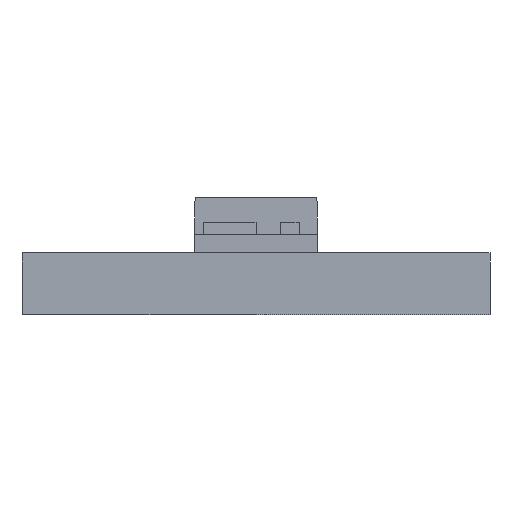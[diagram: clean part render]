
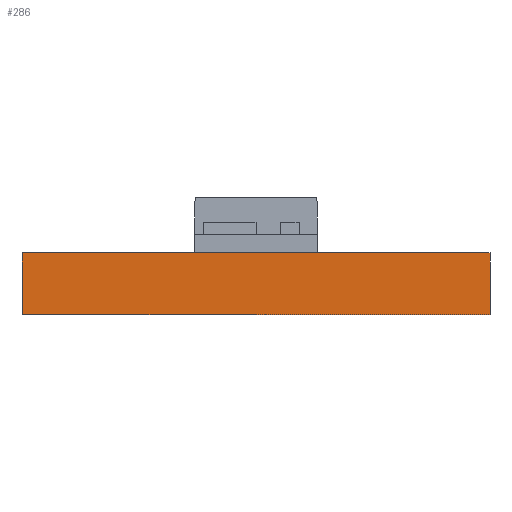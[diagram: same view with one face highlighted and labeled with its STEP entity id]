
A CAD part, front view. The second image highlights one B-rep face of the part: STEP entity #286.
In plain terms, the highlighted planar face has unit normal (0, -1, 0).
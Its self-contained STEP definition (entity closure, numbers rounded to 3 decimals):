
#64 = EDGE_CURVE('',#65,#67,#69,.T.);
#65 = VERTEX_POINT('',#66);
#66 = CARTESIAN_POINT('',(-3.8,0.,0.));
#67 = VERTEX_POINT('',#68);
#68 = CARTESIAN_POINT('',(-3.8,0.,-1.));
#69 = LINE('',#70,#71);
#70 = CARTESIAN_POINT('',(-3.8,0.,0.));
#71 = VECTOR('',#72,1.);
#72 = DIRECTION('',(0.,0.,-1.));
#261 = VERTEX_POINT('',#262);
#262 = CARTESIAN_POINT('',(3.8,0.,-1.));
#268 = EDGE_CURVE('',#269,#261,#271,.T.);
#269 = VERTEX_POINT('',#270);
#270 = CARTESIAN_POINT('',(3.8,0.,0.));
#271 = LINE('',#272,#273);
#272 = CARTESIAN_POINT('',(3.8,0.,0.));
#273 = VECTOR('',#274,1.);
#274 = DIRECTION('',(0.,0.,-1.));
#286 = ADVANCED_FACE('',(#287),#303,.F.);
#287 = FACE_BOUND('',#288,.F.);
#288 = EDGE_LOOP('',(#289,#290,#296,#297));
#289 = ORIENTED_EDGE('',*,*,#268,.T.);
#290 = ORIENTED_EDGE('',*,*,#291,.T.);
#291 = EDGE_CURVE('',#261,#67,#292,.T.);
#292 = LINE('',#293,#294);
#293 = CARTESIAN_POINT('',(3.8,0.,-1.));
#294 = VECTOR('',#295,1.);
#295 = DIRECTION('',(-1.,0.,0.));
#296 = ORIENTED_EDGE('',*,*,#64,.F.);
#297 = ORIENTED_EDGE('',*,*,#298,.F.);
#298 = EDGE_CURVE('',#269,#65,#299,.T.);
#299 = LINE('',#300,#301);
#300 = CARTESIAN_POINT('',(3.8,0.,0.));
#301 = VECTOR('',#302,1.);
#302 = DIRECTION('',(-1.,0.,0.));
#303 = PLANE('',#304);
#304 = AXIS2_PLACEMENT_3D('',#305,#306,#307);
#305 = CARTESIAN_POINT('',(3.8,0.,0.));
#306 = DIRECTION('',(0.,1.,0.));
#307 = DIRECTION('',(-1.,0.,0.));
